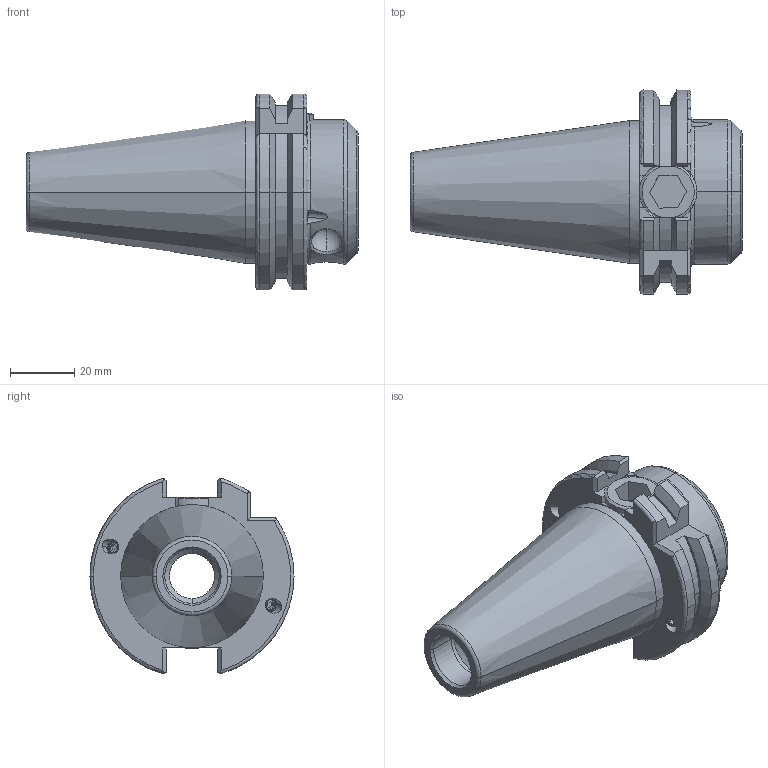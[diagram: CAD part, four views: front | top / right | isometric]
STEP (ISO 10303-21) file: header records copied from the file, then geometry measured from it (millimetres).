
FILE_DESCRIPTION (( 'STEP AP203' ), '1' );
FILE_NAME ('91406-WE725035.STEP', '2022-07-07T05:17:12', ( '' ), ( '' ), 'SwSTEP 2.0', 'SolidWorks 2018', '' );
FILE_SCHEMA (( 'CONFIG_CONTROL_DESIGN' ));
Length unit declared in the file: millimetre
Products named in the file (5): 91406-WE725035; GS-M4X4_DIN 913 - M4 x 4-N; SK40EM25035FWW-R05; SK40EM25035FWW-M&G-R07; GS-M18X2X12
Assembly tree (7 placements, depth 3):
  91406-WE725035
    SK40EM25035FWW-R05
      SK40EM25035FWW-M&G-R07
      GS-M4X4_DIN 913 - M4 x 4-N  x4
      GS-M18X2X12
Bounding box: 103.4 x 63.55 x 61 mm (x, y, z)
Volume: 97511 mm3; surface area: 28352.9 mm2
Topology: 6 solids, 6 shells, 363 faces, 971 edges, 619 vertices
Faces by surface type: cone 136, plane 104, cylinder 89, torus 20, bspline 8, sphere 6
Entity records: 9042 total; most frequent: CARTESIAN_POINT 2932, ORIENTED_EDGE 1192, DIRECTION 1149, EDGE_CURVE 596, AXIS2_PLACEMENT_3D 453, VERTEX_POINT 382, LINE 243, VECTOR 243
